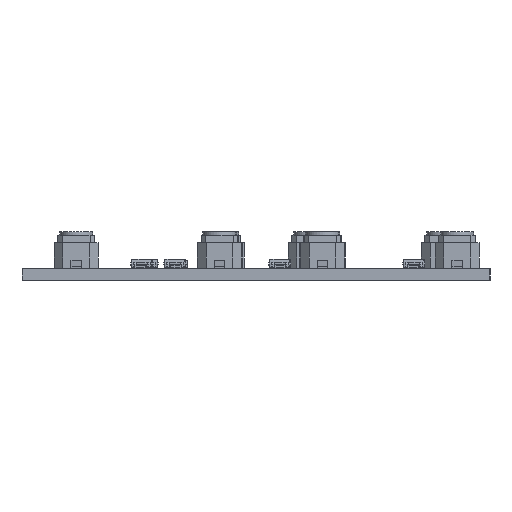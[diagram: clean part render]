
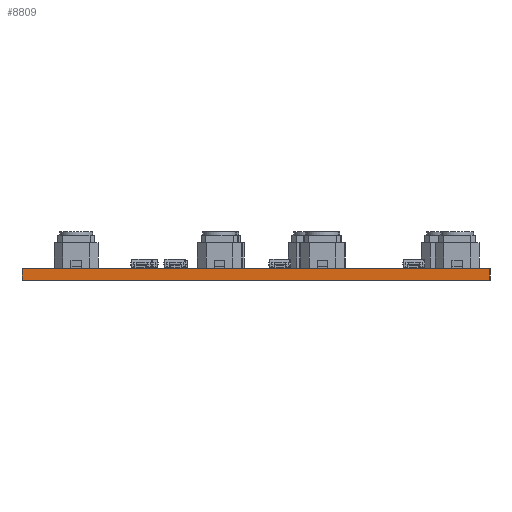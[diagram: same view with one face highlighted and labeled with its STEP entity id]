
A CAD part, left-side view. The second image highlights one B-rep face of the part: STEP entity #8809.
In plain terms, the highlighted planar face has unit normal (-1, 0, 0).
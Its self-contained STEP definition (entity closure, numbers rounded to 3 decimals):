
#8753 = VERTEX_POINT('',#8754);
#8754 = CARTESIAN_POINT('',(0.,0.,1.6));
#8760 = EDGE_CURVE('',#8761,#8753,#8763,.T.);
#8761 = VERTEX_POINT('',#8762);
#8762 = CARTESIAN_POINT('',(0.,-0.,0.));
#8763 = LINE('',#8764,#8765);
#8764 = CARTESIAN_POINT('',(0.,-0.,0.));
#8765 = VECTOR('',#8766,1.);
#8766 = DIRECTION('',(0.,0.,1.));
#8809 = ADVANCED_FACE('',(#8810),#8835,.T.);
#8810 = FACE_BOUND('',#8811,.T.);
#8811 = EDGE_LOOP('',(#8812,#8813,#8821,#8829));
#8812 = ORIENTED_EDGE('',*,*,#8760,.T.);
#8813 = ORIENTED_EDGE('',*,*,#8814,.T.);
#8814 = EDGE_CURVE('',#8753,#8815,#8817,.T.);
#8815 = VERTEX_POINT('',#8816);
#8816 = CARTESIAN_POINT('',(0.,64.,1.6));
#8817 = LINE('',#8818,#8819);
#8818 = CARTESIAN_POINT('',(0.,0.,1.6));
#8819 = VECTOR('',#8820,1.);
#8820 = DIRECTION('',(0.,1.,0.));
#8821 = ORIENTED_EDGE('',*,*,#8822,.F.);
#8822 = EDGE_CURVE('',#8823,#8815,#8825,.T.);
#8823 = VERTEX_POINT('',#8824);
#8824 = CARTESIAN_POINT('',(0.,64.,0.));
#8825 = LINE('',#8826,#8827);
#8826 = CARTESIAN_POINT('',(0.,64.,0.));
#8827 = VECTOR('',#8828,1.);
#8828 = DIRECTION('',(0.,0.,1.));
#8829 = ORIENTED_EDGE('',*,*,#8830,.F.);
#8830 = EDGE_CURVE('',#8761,#8823,#8831,.T.);
#8831 = LINE('',#8832,#8833);
#8832 = CARTESIAN_POINT('',(0.,-0.,0.));
#8833 = VECTOR('',#8834,1.);
#8834 = DIRECTION('',(0.,1.,0.));
#8835 = PLANE('',#8836);
#8836 = AXIS2_PLACEMENT_3D('',#8837,#8838,#8839);
#8837 = CARTESIAN_POINT('',(0.,0.,0.));
#8838 = DIRECTION('',(-1.,0.,0.));
#8839 = DIRECTION('',(0.,1.,0.));
